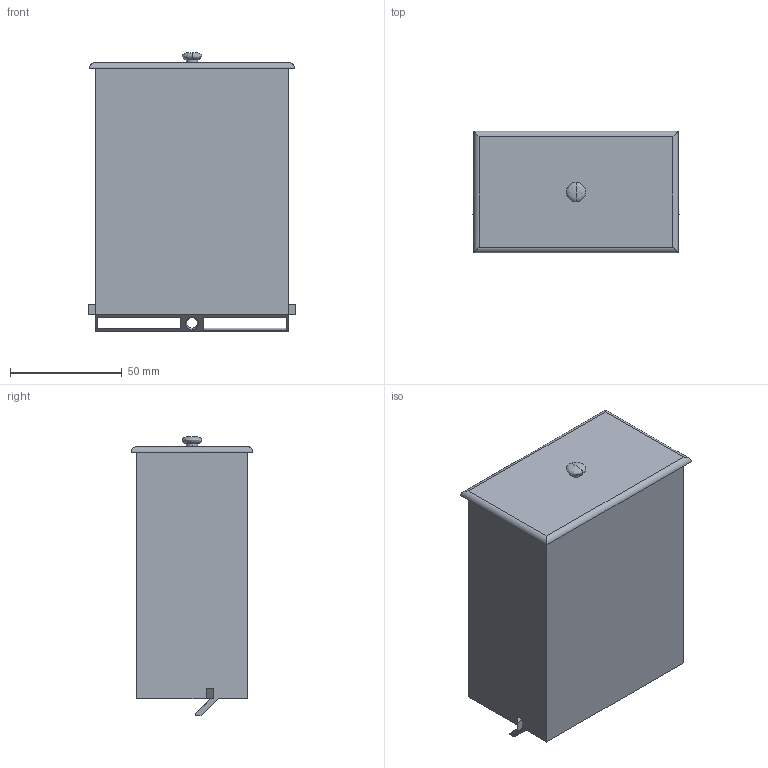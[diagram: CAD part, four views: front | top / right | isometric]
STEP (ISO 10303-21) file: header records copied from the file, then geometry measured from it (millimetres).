
FILE_DESCRIPTION (( 'STEP AP214' ), '1' );
FILE_NAME ('Main_Drawer.STEP', '2021-05-05T03:16:53', ( '' ), ( '' ), 'SwSTEP 2.0', 'SolidWorks 2019', '' );
FILE_SCHEMA (( 'AUTOMOTIVE_DESIGN' ));
Length unit declared in the file: millimetre
Products named in the file (1): Main_Drawer
Bounding box: 93.15 x 54.5 x 125 mm (x, y, z)
Volume: 44361.8 mm3; surface area: 58069.4 mm2
Topology: 1 solids, 1 shells, 49 faces, 134 edges, 87 vertices
Faces by surface type: plane 31, cylinder 12, bspline 6
Entity records: 1834 total; most frequent: CARTESIAN_POINT 601, ORIENTED_EDGE 264, DIRECTION 224, EDGE_CURVE 132, LINE 100, VECTOR 100, VERTEX_POINT 87, AXIS2_PLACEMENT_3D 62
